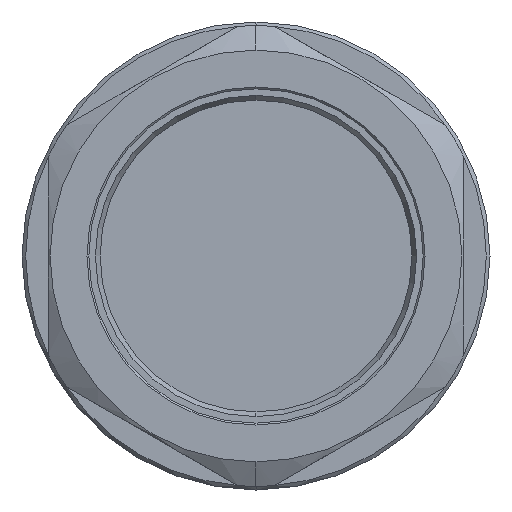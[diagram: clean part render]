
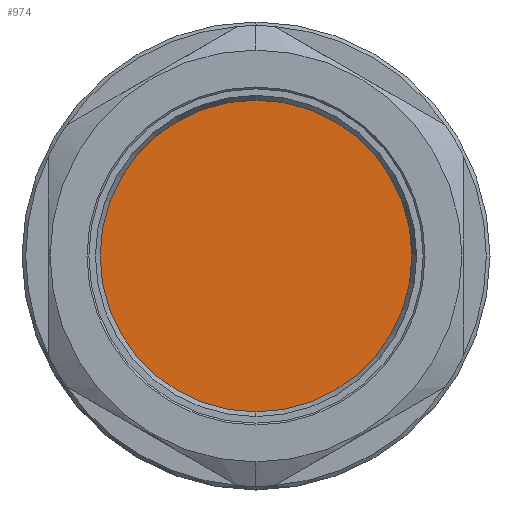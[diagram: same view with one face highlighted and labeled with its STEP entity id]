
A CAD part, left-side view. The second image highlights one B-rep face of the part: STEP entity #974.
In plain terms, the highlighted planar face has unit normal (-1, 0, 0).
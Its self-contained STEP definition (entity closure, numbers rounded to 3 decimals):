
#356 = FACE_OUTER_BOUND ( 'NONE', #4925, .T. ) ;
#422 = DIRECTION ( 'NONE',  ( 0., 0., 1. ) ) ;
#756 = ORIENTED_EDGE ( 'NONE', *, *, #3568, .T. ) ;
#930 = CIRCLE ( 'NONE', #5144, 8.325 ) ;
#974 = ADVANCED_FACE ( 'NONE', ( #356 ), #1027, .T. ) ;
#1027 = PLANE ( 'NONE',  #3722 ) ;
#1192 = VERTEX_POINT ( 'NONE', #4114 ) ;
#1492 = CARTESIAN_POINT ( 'NONE',  ( 1.482, 0., 0. ) ) ;
#2321 = DIRECTION ( 'NONE',  ( -1., 0., 0. ) ) ;
#2796 = DIRECTION ( 'NONE',  ( 0., 0., 1. ) ) ;
#3354 = ORIENTED_EDGE ( 'NONE', *, *, #5232, .T. ) ;
#3387 = DIRECTION ( 'NONE',  ( 0., 0., 1. ) ) ;
#3568 = EDGE_CURVE ( 'NONE', #1192, #4303, #930, .T. ) ;
#3722 = AXIS2_PLACEMENT_3D ( 'NONE', #1492, #5823, #3387 ) ;
#4114 = CARTESIAN_POINT ( 'NONE',  ( 1.482, 0., 8.325 ) ) ;
#4220 = CARTESIAN_POINT ( 'NONE',  ( 1.482, 0., 0. ) ) ;
#4266 = CARTESIAN_POINT ( 'NONE',  ( 1.482, 0., 0. ) ) ;
#4286 = CARTESIAN_POINT ( 'NONE',  ( 1.482, 0., -8.325 ) ) ;
#4303 = VERTEX_POINT ( 'NONE', #4286 ) ;
#4529 = CIRCLE ( 'NONE', #5054, 8.325 ) ;
#4703 = DIRECTION ( 'NONE',  ( -1., 0., 0. ) ) ;
#4925 = EDGE_LOOP ( 'NONE', ( #756, #3354 ) ) ;
#5054 = AXIS2_PLACEMENT_3D ( 'NONE', #4220, #4703, #2796 ) ;
#5144 = AXIS2_PLACEMENT_3D ( 'NONE', #4266, #2321, #422 ) ;
#5232 = EDGE_CURVE ( 'NONE', #4303, #1192, #4529, .T. ) ;
#5823 = DIRECTION ( 'NONE',  ( -1., 0., 0. ) ) ;
